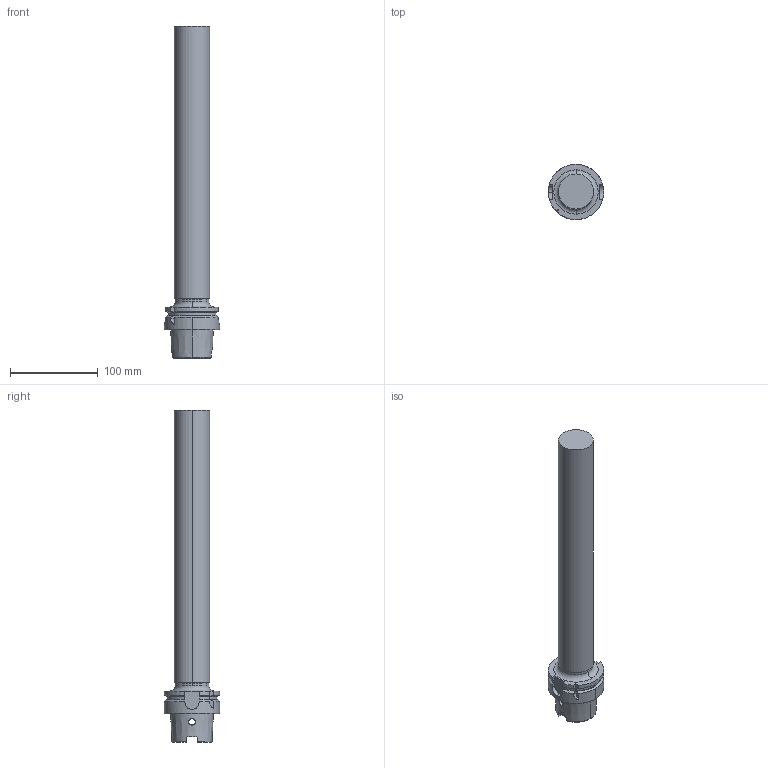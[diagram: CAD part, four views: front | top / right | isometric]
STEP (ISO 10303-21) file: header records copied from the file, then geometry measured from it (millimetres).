
FILE_DESCRIPTION (( 'STEP AP203' ), '1' );
FILE_NAME ('STP-86424-P.STEP', '2020-11-02T05:26:06', ( '' ), ( '' ), 'SwSTEP 2.0', 'SolidWorks 2017', '' );
FILE_SCHEMA (( 'CONFIG_CONTROL_DESIGN' ));
Length unit declared in the file: millimetre
Products named in the file (1): STP-86424-P
Bounding box: 63 x 63 x 378 mm (x, y, z)
Volume: 486904.3 mm3; surface area: 62196.3 mm2
Topology: 1 solids, 2 shells, 111 faces, 289 edges, 184 vertices
Faces by surface type: cylinder 38, plane 30, torus 26, cone 17
Entity records: 4029 total; most frequent: CARTESIAN_POINT 1237, ORIENTED_EDGE 578, DIRECTION 576, EDGE_CURVE 289, AXIS2_PLACEMENT_3D 239, VERTEX_POINT 184, CIRCLE 127, EDGE_LOOP 117
